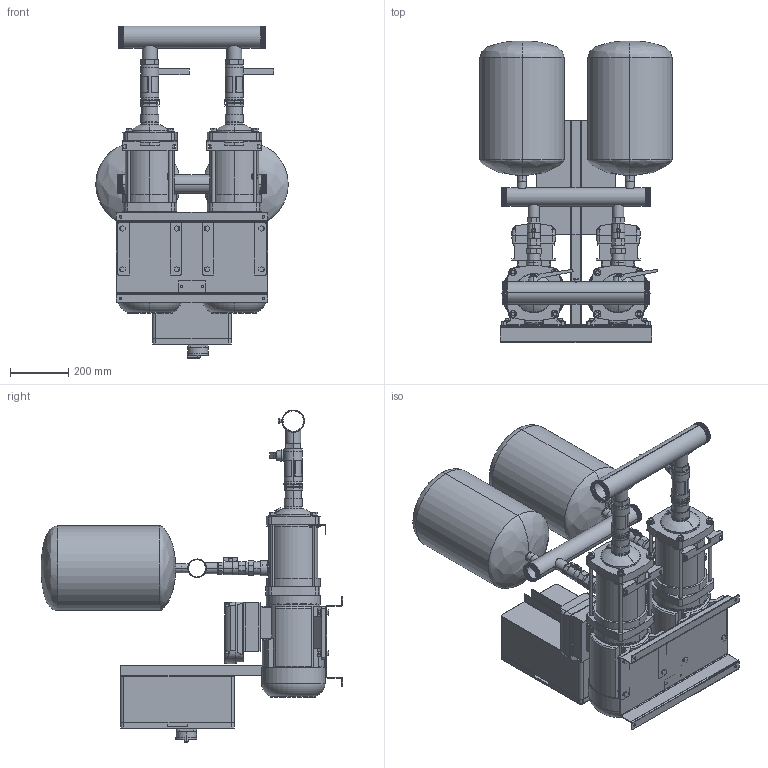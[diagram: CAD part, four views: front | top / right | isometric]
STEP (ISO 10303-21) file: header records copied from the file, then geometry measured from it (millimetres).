
FILE_DESCRIPTION (( 'STEP AP214' ), '1' );
FILE_NAME ('2EH_20-5_TE_ZB00064928.STEP', '2022-07-17T15:03:03', ( '' ), ( '' ), 'SwSTEP 2.0', 'SolidWorks 2020', '' );
FILE_SCHEMA (( 'AUTOMOTIVE_DESIGN' ));
Length unit declared in the file: millimetre
Products named in the file (1): 2EH_20-5_TE_ZB00064928
Bounding box: 660 x 1035 x 1139 mm (x, y, z)
Volume: 93490452.5 mm3; surface area: 5816261.9 mm2
Topology: 80 solids, 81 shells, 1956 faces, 4754 edges, 3075 vertices
Faces by surface type: plane 984, cylinder 755, cone 110, torus 59, bspline 38, sphere 10
Entity records: 96982 total; most frequent: CARTESIAN_POINT 28695, ORIENTED_EDGE 9496, DIRECTION 9458, EDGE_CURVE 4748, AXIS2_PLACEMENT_3D 3403, VERTEX_POINT 3075, VECTOR 2652, LINE 2652
